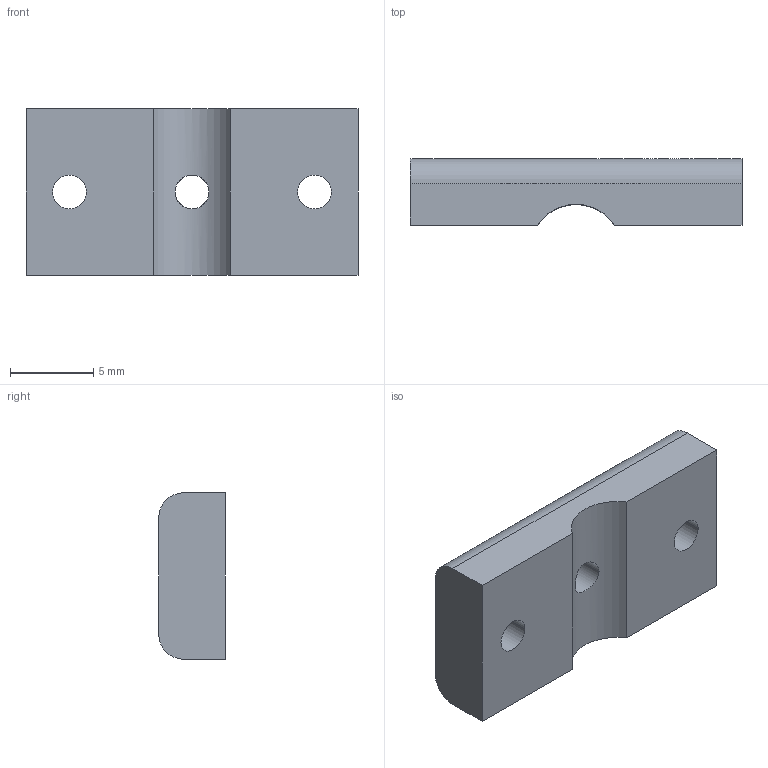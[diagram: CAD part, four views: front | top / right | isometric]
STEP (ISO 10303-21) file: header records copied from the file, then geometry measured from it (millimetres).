
FILE_DESCRIPTION((''),'2;1');
FILE_NAME('GRINJECTOR_CONNECTOR_V6_TOP_BOT','2020-11-02T22:01:51',('biafra'),(''),'CREO PARAMETRIC BY PTC INC, 2019224','CREO PARAMETRIC BY PTC INC, 2019224','');
FILE_SCHEMA(('CONFIG_CONTROL_DESIGN'));
Length unit declared in the file: millimetre
Products named in the file (1): GRINJECTOR_CONNECTOR_V6_TOP_BOT
Bounding box: 19.95 x 4 x 10 mm (x, y, z)
Volume: 700.6 mm3; surface area: 696.5 mm2
Topology: 1 solids, 1 shells, 744 faces, 2112 edges, 1408 vertices
Faces by surface type: plane 735, cylinder 9
Entity records: 23732 total; most frequent: CARTESIAN_POINT 4298, ORIENTED_EDGE 4224, DIRECTION 3614, EDGE_CURVE 2112, VECTOR 2094, LINE 2094, VERTEX_POINT 1408, EDGE_LOOP 788
